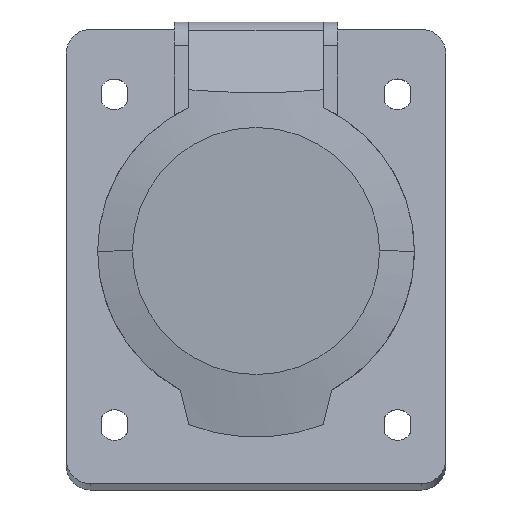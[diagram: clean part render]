
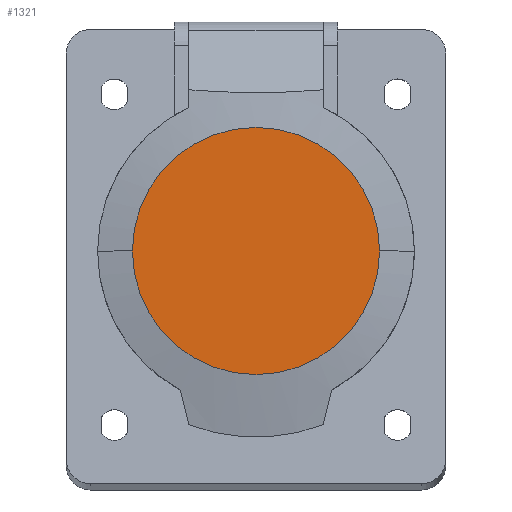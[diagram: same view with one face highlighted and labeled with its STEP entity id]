
A CAD part, top view. The second image highlights one B-rep face of the part: STEP entity #1321.
In plain terms, the highlighted planar face has unit normal (0, 0, 1).
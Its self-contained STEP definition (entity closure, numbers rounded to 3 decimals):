
#170 = ORIENTED_EDGE ( 'NONE', *, *, #11065, .T. ) ;
#1186 = ORIENTED_EDGE ( 'NONE', *, *, #13705, .T. ) ;
#1321 = ADVANCED_FACE ( 'NONE', ( #4073 ), #5356, .T. ) ;
#3793 = VERTEX_POINT ( 'NONE', #6360 ) ;
#4073 = FACE_OUTER_BOUND ( 'NONE', #14221, .T. ) ;
#4121 = CARTESIAN_POINT ( 'NONE',  ( 0., 48.448, 24. ) ) ;
#5356 = PLANE ( 'NONE',  #14063 ) ;
#5431 = DIRECTION ( 'NONE',  ( 1., 0., 0. ) ) ;
#6360 = CARTESIAN_POINT ( 'NONE',  ( -25.75, 48.448, 24. ) ) ;
#6635 = CARTESIAN_POINT ( 'NONE',  ( 0., 32.648, 24. ) ) ;
#6805 = CIRCLE ( 'NONE', #14392, 25.75 ) ;
#6952 = AXIS2_PLACEMENT_3D ( 'NONE', #4121, #13050, #5431 ) ;
#7511 = DIRECTION ( 'NONE',  ( 0., 0., 1. ) ) ;
#7932 = DIRECTION ( 'NONE',  ( 1., 0., 0. ) ) ;
#9982 = CARTESIAN_POINT ( 'NONE',  ( 25.75, 48.448, 24. ) ) ;
#11065 = EDGE_CURVE ( 'NONE', #3793, #11684, #6805, .T. ) ;
#11435 = CIRCLE ( 'NONE', #6952, 25.75 ) ;
#11684 = VERTEX_POINT ( 'NONE', #9982 ) ;
#13050 = DIRECTION ( 'NONE',  ( 0., 0., 1. ) ) ;
#13705 = EDGE_CURVE ( 'NONE', #11684, #3793, #11435, .T. ) ;
#14063 = AXIS2_PLACEMENT_3D ( 'NONE', #6635, #15585, #7932 ) ;
#14221 = EDGE_LOOP ( 'NONE', ( #170, #1186 ) ) ;
#14392 = AXIS2_PLACEMENT_3D ( 'NONE', #15179, #7511, #16460 ) ;
#15179 = CARTESIAN_POINT ( 'NONE',  ( 0., 48.448, 24. ) ) ;
#15585 = DIRECTION ( 'NONE',  ( 0., 0., 1. ) ) ;
#16460 = DIRECTION ( 'NONE',  ( 1., 0., 0. ) ) ;
